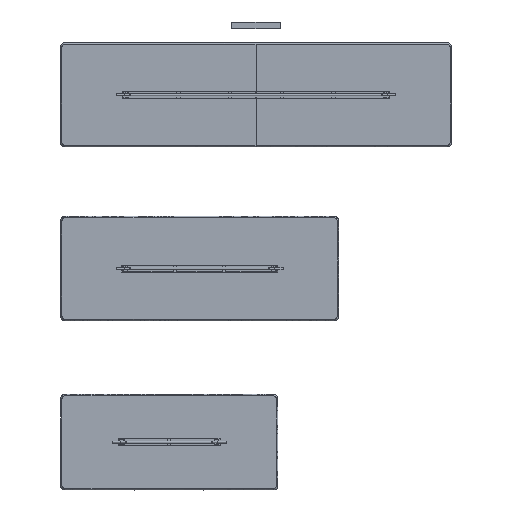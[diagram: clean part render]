
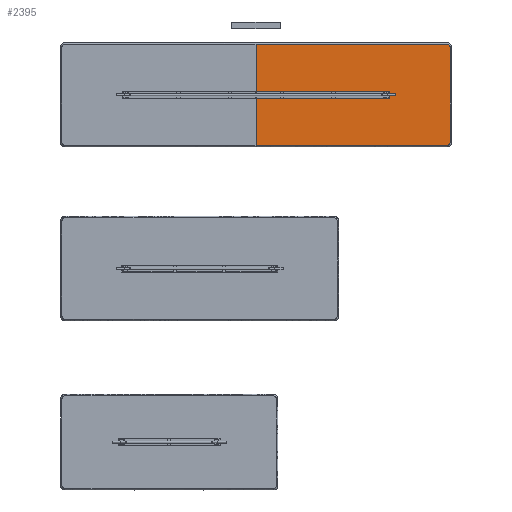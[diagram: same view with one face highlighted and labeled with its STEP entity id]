
A CAD part, top view. The second image highlights one B-rep face of the part: STEP entity #2395.
In plain terms, the highlighted planar face has unit normal (0, 0, 1).
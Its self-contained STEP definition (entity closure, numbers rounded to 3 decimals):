
#2395=ADVANCED_FACE('',(#5321),#37794,.T.);
#5321=FACE_OUTER_BOUND('',#8164,.T.);
#8164=EDGE_LOOP('',(#18077,#18078,#18079,#18080,#18081,#18082,#18083,#18084,
#18085,#18086,#18087,#18088,#18089));
#18077=ORIENTED_EDGE('',*,*,#24956,.F.);
#18078=ORIENTED_EDGE('',*,*,#24959,.F.);
#18079=ORIENTED_EDGE('',*,*,#24961,.F.);
#18080=ORIENTED_EDGE('',*,*,#24949,.F.);
#18081=ORIENTED_EDGE('',*,*,#24953,.F.);
#18082=ORIENTED_EDGE('',*,*,#25034,.F.);
#18083=ORIENTED_EDGE('',*,*,#25033,.F.);
#18084=ORIENTED_EDGE('',*,*,#25065,.F.);
#18085=ORIENTED_EDGE('',*,*,#25012,.F.);
#18086=ORIENTED_EDGE('',*,*,#24972,.F.);
#18087=ORIENTED_EDGE('',*,*,#25066,.F.);
#18088=ORIENTED_EDGE('',*,*,#25063,.F.);
#18089=ORIENTED_EDGE('',*,*,#25032,.F.);
#24949=EDGE_CURVE('',#34838,#34839,#28509,.T.);
#24953=EDGE_CURVE('',#34841,#34838,#28513,.T.);
#24956=EDGE_CURVE('',#34843,#34888,#31270,.T.);
#24959=EDGE_CURVE('',#34845,#34843,#28517,.T.);
#24961=EDGE_CURVE('',#34839,#34845,#28519,.T.);
#24972=EDGE_CURVE('',#34856,#34857,#31281,.T.);
#25012=EDGE_CURVE('',#34857,#34904,#31321,.T.);
#25032=EDGE_CURVE('',#34888,#34890,#31324,.T.);
#25033=EDGE_CURVE('',#34891,#34887,#31325,.T.);
#25034=EDGE_CURVE('',#34887,#34841,#31326,.T.);
#25063=EDGE_CURVE('',#34890,#34905,#31337,.T.);
#25065=EDGE_CURVE('',#34904,#34891,#31339,.T.);
#25066=EDGE_CURVE('',#34905,#34856,#31340,.T.);
#28509=(
BOUNDED_CURVE()
B_SPLINE_CURVE(3,(#77949,#77950,#77951,#77952),.UNSPECIFIED.,.F.,.F.)
B_SPLINE_CURVE_WITH_KNOTS((4,4),(-550.,0.),.UNSPECIFIED.)
CURVE()
GEOMETRIC_REPRESENTATION_ITEM()
RATIONAL_B_SPLINE_CURVE((1.,1.,1.,1.))
REPRESENTATION_ITEM('')
);
#28513=(
BOUNDED_CURVE()
B_SPLINE_CURVE(3,(#77993,#77994,#77995,#77996,#77997,#77998,#77999,#78000,
#78001,#78002,#78003,#78004,#78005,#78006,#78007,#78008,#78009,#78010),
 .UNSPECIFIED.,.F.,.F.)
B_SPLINE_CURVE_WITH_KNOTS((4,1,1,1,1,1,1,1,1,1,1,1,1,1,1,4),(-78.54,
-74.041,-69.391,-64.602,-59.692,
-54.68,-49.588,-44.443,-39.27,
-34.097,-28.951,-23.86,-18.848,
-13.938,-9.149,0.),.UNSPECIFIED.)
CURVE()
GEOMETRIC_REPRESENTATION_ITEM()
RATIONAL_B_SPLINE_CURVE((1.,1.,1.,1.,1.,1.,1.,1.,1.,1.,1.,1.,1.,1.,1.,1.,
1.,1.))
REPRESENTATION_ITEM('')
);
#28517=(
BOUNDED_CURVE()
B_SPLINE_CURVE(3,(#78055,#78056,#78057,#78058,#78059,#78060,#78061,#78062,
#78063,#78064,#78065,#78066,#78067,#78068,#78069,#78070,#78071,#78072),
 .UNSPECIFIED.,.F.,.F.)
B_SPLINE_CURVE_WITH_KNOTS((4,1,1,1,1,1,1,1,1,1,1,1,1,1,1,4),(-78.54,
-74.041,-69.391,-64.602,-59.692,
-54.68,-49.588,-44.443,-39.27,
-34.097,-28.951,-23.86,-18.848,
-13.938,-9.149,0.),.UNSPECIFIED.)
CURVE()
GEOMETRIC_REPRESENTATION_ITEM()
RATIONAL_B_SPLINE_CURVE((1.,1.,1.,1.,1.,1.,1.,1.,1.,1.,1.,1.,1.,1.,1.,1.,
1.,1.))
REPRESENTATION_ITEM('')
);
#28519=(
BOUNDED_CURVE()
B_SPLINE_CURVE(3,(#78077,#78078,#78079,#78080),.UNSPECIFIED.,.F.,.F.)
B_SPLINE_CURVE_WITH_KNOTS((4,4),(-550.,0.),.UNSPECIFIED.)
CURVE()
GEOMETRIC_REPRESENTATION_ITEM()
RATIONAL_B_SPLINE_CURVE((1.,1.,1.,1.))
REPRESENTATION_ITEM('')
);
#31270=B_SPLINE_CURVE_WITH_KNOTS('',1,(#78024,#78025),.UNSPECIFIED.,.F.,
 .F.,(2,2),(-3100.,-1550.),.UNSPECIFIED.);
#31281=B_SPLINE_CURVE_WITH_KNOTS('',1,(#78101,#78102),.UNSPECIFIED.,.F.,
 .F.,(2,2),(-590.,-510.),.UNSPECIFIED.);
#31321=B_SPLINE_CURVE_WITH_KNOTS('',1,(#78181,#78182),.UNSPECIFIED.,.F.,
 .F.,(2,2),(654.172,1467.314),.UNSPECIFIED.);
#31324=B_SPLINE_CURVE_WITH_KNOTS('',1,(#78269,#78270),.UNSPECIFIED.,.F.,
 .F.,(2,2),(338.971,883.143),.UNSPECIFIED.);
#31325=B_SPLINE_CURVE_WITH_KNOTS('',1,(#78271,#78272),.UNSPECIFIED.,.F.,
 .F.,(2,2),(963.143,1507.314),.UNSPECIFIED.);
#31326=B_SPLINE_CURVE_WITH_KNOTS('',1,(#78273,#78274),.UNSPECIFIED.,.F.,
 .F.,(2,2),(-1550.,0.),.UNSPECIFIED.);
#31337=B_SPLINE_CURVE_WITH_KNOTS('',1,(#78367,#78368),.UNSPECIFIED.,.F.,
 .F.,(2,2),(-1606.752,-1512.475),.UNSPECIFIED.);
#31339=B_SPLINE_CURVE_WITH_KNOTS('',1,(#78371,#78372),.UNSPECIFIED.,.F.,
 .F.,(2,2),(1467.314,1561.591),.UNSPECIFIED.);
#31340=B_SPLINE_CURVE_WITH_KNOTS('',1,(#78373,#78374),.UNSPECIFIED.,.F.,
 .F.,(2,2),(-1512.475,-699.333),.UNSPECIFIED.);
#34838=VERTEX_POINT('',#77746);
#34839=VERTEX_POINT('',#77747);
#34841=VERTEX_POINT('',#77749);
#34843=VERTEX_POINT('',#77751);
#34845=VERTEX_POINT('',#77753);
#34856=VERTEX_POINT('',#77764);
#34857=VERTEX_POINT('',#77765);
#34887=VERTEX_POINT('',#77795);
#34888=VERTEX_POINT('',#77796);
#34890=VERTEX_POINT('',#77798);
#34891=VERTEX_POINT('',#77799);
#34904=VERTEX_POINT('',#77812);
#34905=VERTEX_POINT('',#77813);
#37794=PLANE('',#40108);
#40108=AXIS2_PLACEMENT_3D('',#77692,#42316,$);
#42316=DIRECTION('',(0.,0.,1.));
#77692=CARTESIAN_POINT('',(3748.379,3415.828,742.001));
#77746=CARTESIAN_POINT('',(3748.379,4550.,742.001));
#77747=CARTESIAN_POINT('',(3748.379,4000.,742.001));
#77749=CARTESIAN_POINT('',(3714.208,4584.172,742.001));
#77751=CARTESIAN_POINT('',(3714.208,3415.828,742.001));
#77753=CARTESIAN_POINT('',(3748.379,3450.,742.001));
#77764=CARTESIAN_POINT('',(3054.208,3960.,742.001));
#77765=CARTESIAN_POINT('',(3054.208,4040.,742.001));
#77795=CARTESIAN_POINT('',(1514.208,4584.172,742.001));
#77796=CARTESIAN_POINT('',(1514.208,3415.828,742.001));
#77798=CARTESIAN_POINT('',(1514.208,3960.,742.001));
#77799=CARTESIAN_POINT('',(1514.208,4040.,742.001));
#77812=CARTESIAN_POINT('',(1674.208,4040.,742.001));
#77813=CARTESIAN_POINT('',(1674.208,3960.,742.001));
#77949=CARTESIAN_POINT('',(3748.379,4550.,742.001));
#77950=CARTESIAN_POINT('',(3748.379,4366.667,742.001));
#77951=CARTESIAN_POINT('',(3748.379,4183.333,742.001));
#77952=CARTESIAN_POINT('',(3748.379,4000.,742.001));
#77993=CARTESIAN_POINT('',(3714.208,4584.172,742.001));
#77994=CARTESIAN_POINT('',(3715.233,4584.172,742.001));
#77995=CARTESIAN_POINT('',(3717.317,4584.078,742.001));
#77996=CARTESIAN_POINT('',(3720.466,4583.645,742.001));
#77997=CARTESIAN_POINT('',(3723.652,4582.896,742.001));
#77998=CARTESIAN_POINT('',(3726.828,4581.816,742.001));
#77999=CARTESIAN_POINT('',(3729.945,4580.397,742.001));
#78000=CARTESIAN_POINT('',(3732.95,4578.645,742.001));
#78001=CARTESIAN_POINT('',(3735.789,4576.572,742.001));
#78002=CARTESIAN_POINT('',(3738.414,4574.206,742.001));
#78003=CARTESIAN_POINT('',(3740.78,4571.581,742.001));
#78004=CARTESIAN_POINT('',(3742.853,4568.742,742.001));
#78005=CARTESIAN_POINT('',(3744.605,4565.738,742.001));
#78006=CARTESIAN_POINT('',(3746.024,4562.621,742.001));
#78007=CARTESIAN_POINT('',(3747.104,4559.444,742.001));
#78008=CARTESIAN_POINT('',(3748.088,4555.259,742.001));
#78009=CARTESIAN_POINT('',(3748.38,4552.084,742.001));
#78010=CARTESIAN_POINT('',(3748.379,4550.,742.001));
#78024=CARTESIAN_POINT('',(3714.208,3415.828,742.001));
#78025=CARTESIAN_POINT('',(1514.208,3415.828,742.001));
#78055=CARTESIAN_POINT('',(3748.379,3450.,742.001));
#78056=CARTESIAN_POINT('',(3748.379,3448.975,742.001));
#78057=CARTESIAN_POINT('',(3748.286,3446.891,742.001));
#78058=CARTESIAN_POINT('',(3747.853,3443.742,742.001));
#78059=CARTESIAN_POINT('',(3747.104,3440.556,742.001));
#78060=CARTESIAN_POINT('',(3746.024,3437.379,742.001));
#78061=CARTESIAN_POINT('',(3744.605,3434.262,742.001));
#78062=CARTESIAN_POINT('',(3742.852,3431.258,742.001));
#78063=CARTESIAN_POINT('',(3740.78,3428.419,742.001));
#78064=CARTESIAN_POINT('',(3738.414,3425.794,742.001));
#78065=CARTESIAN_POINT('',(3735.789,3423.428,742.001));
#78066=CARTESIAN_POINT('',(3732.95,3421.355,742.001));
#78067=CARTESIAN_POINT('',(3729.945,3419.603,742.001));
#78068=CARTESIAN_POINT('',(3726.828,3418.184,742.001));
#78069=CARTESIAN_POINT('',(3723.652,3417.104,742.001));
#78070=CARTESIAN_POINT('',(3719.467,3416.12,742.001));
#78071=CARTESIAN_POINT('',(3716.292,3415.828,742.001));
#78072=CARTESIAN_POINT('',(3714.208,3415.828,742.001));
#78077=CARTESIAN_POINT('',(3748.379,4000.,742.001));
#78078=CARTESIAN_POINT('',(3748.379,3816.667,742.001));
#78079=CARTESIAN_POINT('',(3748.379,3633.333,742.001));
#78080=CARTESIAN_POINT('',(3748.379,3450.,742.001));
#78101=CARTESIAN_POINT('',(3054.208,3960.,742.001));
#78102=CARTESIAN_POINT('',(3054.208,4040.,742.001));
#78181=CARTESIAN_POINT('',(3054.208,4040.,742.001));
#78182=CARTESIAN_POINT('',(1674.208,4040.,742.001));
#78269=CARTESIAN_POINT('',(1514.208,3415.828,742.001));
#78270=CARTESIAN_POINT('',(1514.208,3960.,742.001));
#78271=CARTESIAN_POINT('',(1514.208,4040.,742.001));
#78272=CARTESIAN_POINT('',(1514.208,4584.172,742.001));
#78273=CARTESIAN_POINT('',(1514.208,4584.172,742.001));
#78274=CARTESIAN_POINT('',(3714.208,4584.172,742.001));
#78367=CARTESIAN_POINT('',(1514.208,3960.,742.001));
#78368=CARTESIAN_POINT('',(1674.208,3960.,742.001));
#78371=CARTESIAN_POINT('',(1674.208,4040.,742.001));
#78372=CARTESIAN_POINT('',(1514.208,4040.,742.001));
#78373=CARTESIAN_POINT('',(1674.208,3960.,742.001));
#78374=CARTESIAN_POINT('',(3054.208,3960.,742.001));
